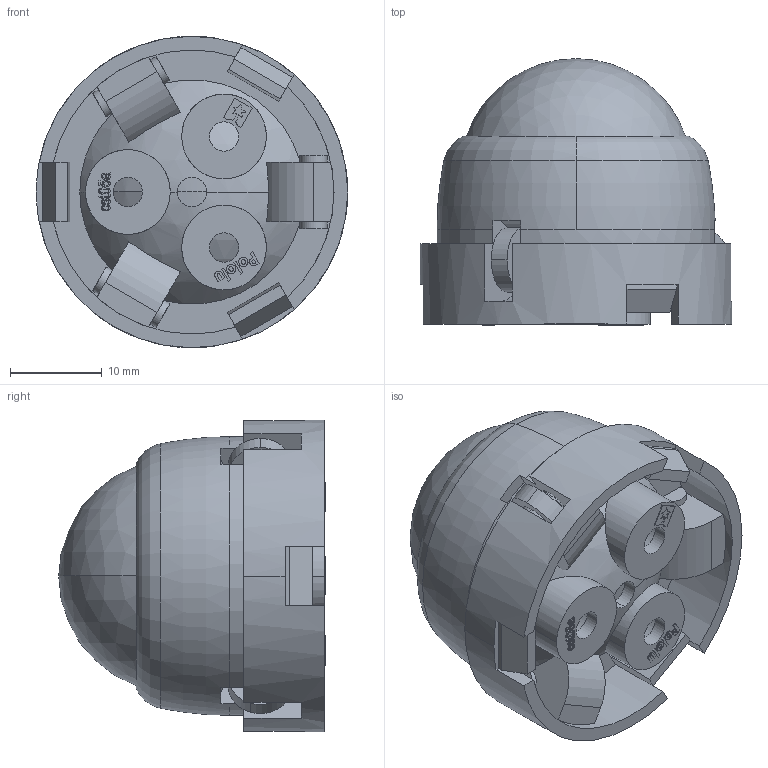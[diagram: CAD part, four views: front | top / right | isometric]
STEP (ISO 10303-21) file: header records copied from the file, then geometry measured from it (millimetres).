
FILE_DESCRIPTION (( 'STEP AP214' ), '1' );
FILE_NAME ('cst05-v7.STEP', '2016-05-16T16:49:22', ( '' ), ( '' ), 'SwSTEP 2.0', 'SolidWorks 2016', '' );
FILE_SCHEMA (( 'AUTOMOTIVE_DESIGN' ));
Length unit declared in the file: millimetre
Products named in the file (1): cst05-v7
Bounding box: 34 x 29.09 x 34 mm (x, y, z)
Volume: 15072.9 mm3; surface area: 6277 mm2
Topology: 1 solids, 1 shells, 403 faces, 1063 edges, 701 vertices
Faces by surface type: plane 169, bspline 120, cylinder 84, sphere 20, torus 10
Entity records: 20606 total; most frequent: CARTESIAN_POINT 6880, ORIENTED_EDGE 2126, DIRECTION 1555, EDGE_CURVE 1063, VERTEX_POINT 701, LINE 535, VECTOR 535, AXIS2_PLACEMENT_3D 510
